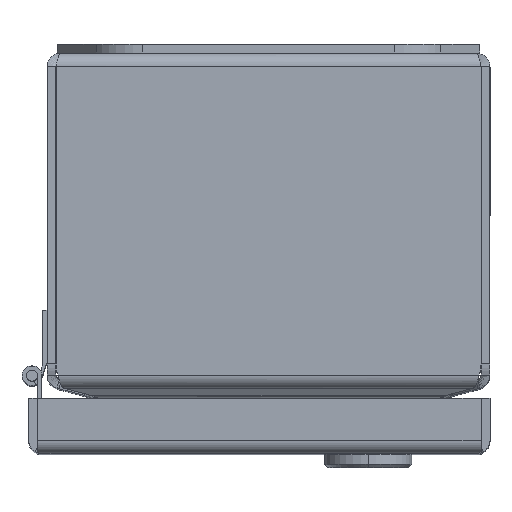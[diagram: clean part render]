
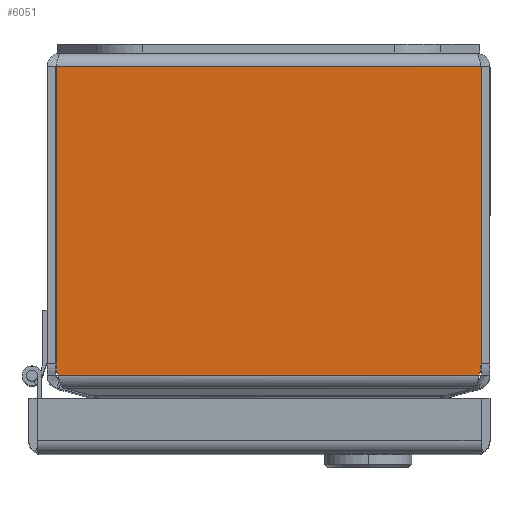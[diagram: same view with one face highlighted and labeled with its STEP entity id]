
A CAD part, top view. The second image highlights one B-rep face of the part: STEP entity #6051.
In plain terms, the highlighted planar face has unit normal (0, 0, 1).
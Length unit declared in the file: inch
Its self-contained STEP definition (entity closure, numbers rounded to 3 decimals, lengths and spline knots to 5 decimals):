
#302 = VERTEX_POINT ( 'NONE', #12165 ) ;
#697 = VECTOR ( 'NONE', #8132, 39.37008 ) ;
#717 = VERTEX_POINT ( 'NONE', #16367 ) ;
#1507 = CARTESIAN_POINT ( 'NONE',  ( 13.33175, -2.90677, 3. ) ) ;
#1906 = EDGE_LOOP ( 'NONE', ( #3252, #18326, #17244, #17551, #9785, #17993 ) ) ;
#2167 = CARTESIAN_POINT ( 'NONE',  ( -1.91889, 0., 3. ) ) ;
#3252 = ORIENTED_EDGE ( 'NONE', *, *, #18410, .F. ) ;
#3873 = DIRECTION ( 'NONE',  ( -1., 0., 0. ) ) ;
#3946 = CARTESIAN_POINT ( 'NONE',  ( -1.8785, -0.1215, 3. ) ) ;
#4014 = VERTEX_POINT ( 'NONE', #13990 ) ;
#4423 = VERTEX_POINT ( 'NONE', #13079 ) ;
#4728 = AXIS2_PLACEMENT_3D ( 'NONE', #5418, #17316, #3873 ) ;
#5418 = CARTESIAN_POINT ( 'NONE',  ( 13.33175, 0., 3. ) ) ;
#5738 = CIRCLE ( 'NONE', #13178, 0.281 ) ;
#5928 = CARTESIAN_POINT ( 'NONE',  ( 1.63789, -2.80503, 3. ) ) ;
#6016 = CIRCLE ( 'NONE', #6640, 0.281 ) ;
#6051 = ADVANCED_FACE ( 'NONE', ( #11431 ), #14234, .F. ) ;
#6127 = DIRECTION ( 'NONE',  ( 0., 0., -1. ) ) ;
#6640 = AXIS2_PLACEMENT_3D ( 'NONE', #5928, #6127, #12032 ) ;
#7076 = EDGE_CURVE ( 'NONE', #4423, #9391, #8540, .T. ) ;
#7423 = EDGE_CURVE ( 'NONE', #302, #4423, #9874, .T. ) ;
#7596 = CARTESIAN_POINT ( 'NONE',  ( 1.89982, -2.90677, 3. ) ) ;
#7697 = DIRECTION ( 'NONE',  ( -1., 0., 0. ) ) ;
#8132 = DIRECTION ( 'NONE',  ( 1., 0., 0. ) ) ;
#8540 = LINE ( 'NONE', #12896, #9663 ) ;
#9391 = VERTEX_POINT ( 'NONE', #12871 ) ;
#9663 = VECTOR ( 'NONE', #14439, 39.37008 ) ;
#9785 = ORIENTED_EDGE ( 'NONE', *, *, #13829, .F. ) ;
#9874 = LINE ( 'NONE', #3946, #697 ) ;
#11008 = DIRECTION ( 'NONE',  ( 0., 1., 0. ) ) ;
#11431 = FACE_OUTER_BOUND ( 'NONE', #1906, .T. ) ;
#11488 = LINE ( 'NONE', #1507, #14963 ) ;
#12032 = DIRECTION ( 'NONE',  ( 0., 1., 0. ) ) ;
#12165 = CARTESIAN_POINT ( 'NONE',  ( -1.91889, -0.1215, 3. ) ) ;
#12642 = LINE ( 'NONE', #2167, #13091 ) ;
#12871 = CARTESIAN_POINT ( 'NONE',  ( 1.91889, -2.80503, 3. ) ) ;
#12896 = CARTESIAN_POINT ( 'NONE',  ( 1.91889, 0., 3. ) ) ;
#13079 = CARTESIAN_POINT ( 'NONE',  ( 1.91889, -0.1215, 3. ) ) ;
#13091 = VECTOR ( 'NONE', #11008, 39.37008 ) ;
#13178 = AXIS2_PLACEMENT_3D ( 'NONE', #17835, #16474, #7697 ) ;
#13829 = EDGE_CURVE ( 'NONE', #717, #4014, #5738, .T. ) ;
#13899 = VERTEX_POINT ( 'NONE', #7596 ) ;
#13990 = CARTESIAN_POINT ( 'NONE',  ( -1.91889, -2.80503, 3. ) ) ;
#14234 = PLANE ( 'NONE',  #4728 ) ;
#14439 = DIRECTION ( 'NONE',  ( 0., -1., 0. ) ) ;
#14963 = VECTOR ( 'NONE', #15839, 39.37008 ) ;
#15839 = DIRECTION ( 'NONE',  ( -1., 0., 0. ) ) ;
#16367 = CARTESIAN_POINT ( 'NONE',  ( -1.89982, -2.90677, 3. ) ) ;
#16474 = DIRECTION ( 'NONE',  ( 0., 0., -1. ) ) ;
#17100 = EDGE_CURVE ( 'NONE', #4014, #302, #12642, .T. ) ;
#17244 = ORIENTED_EDGE ( 'NONE', *, *, #7423, .F. ) ;
#17316 = DIRECTION ( 'NONE',  ( 0., 0., -1. ) ) ;
#17551 = ORIENTED_EDGE ( 'NONE', *, *, #17100, .F. ) ;
#17835 = CARTESIAN_POINT ( 'NONE',  ( -1.63789, -2.80503, 3. ) ) ;
#17886 = EDGE_CURVE ( 'NONE', #13899, #717, #11488, .T. ) ;
#17993 = ORIENTED_EDGE ( 'NONE', *, *, #17886, .F. ) ;
#18326 = ORIENTED_EDGE ( 'NONE', *, *, #7076, .F. ) ;
#18410 = EDGE_CURVE ( 'NONE', #9391, #13899, #6016, .T. ) ;
